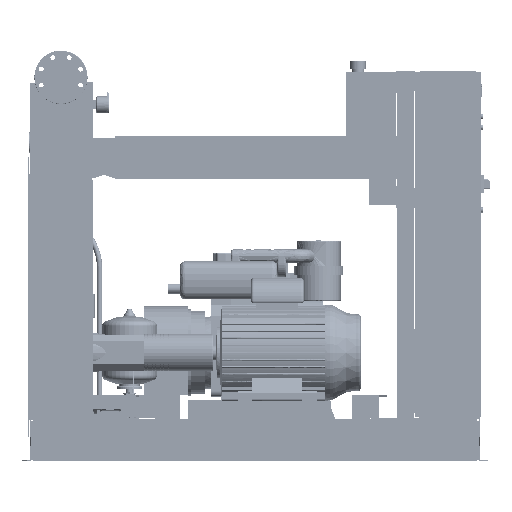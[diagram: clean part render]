
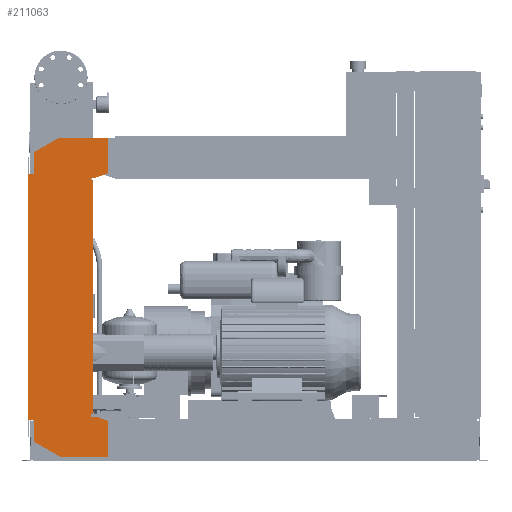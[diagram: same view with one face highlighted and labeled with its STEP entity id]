
A CAD part, front view. The second image highlights one B-rep face of the part: STEP entity #211063.
In plain terms, the highlighted free-form (B-spline) face has degree [1, 1] with [2, 2] control points.
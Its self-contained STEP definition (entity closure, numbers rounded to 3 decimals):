
#210548=CARTESIAN_POINT('',(-102.0,-565.5,1076.0));
#210549=VERTEX_POINT('',#210548);
#210556=CARTESIAN_POINT('',(-102.0,-565.5,1158.574));
#210557=VERTEX_POINT('',#210556);
#210558=CARTESIAN_POINT('',(-102.0,-565.5,1076.0));
#210559=DIRECTION('',(0.0,0.0,1.0));
#210560=VECTOR('',#210559,82.574);
#210561=LINE('',#210558,#210560);
#210562=EDGE_CURVE('',#210549,#210557,#210561,.T.);
#210580=CARTESIAN_POINT('',(-6.,-565.5,1214.0));
#210581=VERTEX_POINT('',#210580);
#210582=CARTESIAN_POINT('',(-102.0,-565.5,1158.574));
#210583=DIRECTION('',(0.866,0.0,0.5));
#210584=VECTOR('',#210583,110.851);
#210585=LINE('',#210582,#210584);
#210586=EDGE_CURVE('',#210557,#210581,#210585,.T.);
#210604=CARTESIAN_POINT('',(177.0,-565.5,1214.0));
#210605=VERTEX_POINT('',#210604);
#210606=CARTESIAN_POINT('',(-6.,-565.5,1214.0));
#210607=DIRECTION('',(1.0,0.0,0.0));
#210608=VECTOR('',#210607,183.0);
#210609=LINE('',#210606,#210608);
#210610=EDGE_CURVE('',#210581,#210605,#210609,.T.);
#210628=CARTESIAN_POINT('',(177.0,-565.5,1080.379));
#210629=VERTEX_POINT('',#210628);
#210630=CARTESIAN_POINT('',(177.0,-565.5,1214.0));
#210631=DIRECTION('',(0.0,0.0,-1.0));
#210632=VECTOR('',#210631,133.621);
#210633=LINE('',#210630,#210632);
#210634=EDGE_CURVE('',#210605,#210629,#210633,.T.);
#210652=CARTESIAN_POINT('',(132.,-565.5,1064.0));
#210653=VERTEX_POINT('',#210652);
#210654=CARTESIAN_POINT('',(177.0,-565.5,1080.379));
#210655=DIRECTION('',(-0.94,0.0,-0.342));
#210656=VECTOR('',#210655,47.888);
#210657=LINE('',#210654,#210656);
#210658=EDGE_CURVE('',#210629,#210653,#210657,.T.);
#210676=CARTESIAN_POINT('',(112.0,-565.5,1064.0));
#210677=VERTEX_POINT('',#210676);
#210678=CARTESIAN_POINT('',(132.,-565.5,1064.0));
#210679=DIRECTION('',(-1.0,0.0,0.0));
#210680=VECTOR('',#210679,20.);
#210681=LINE('',#210678,#210680);
#210682=EDGE_CURVE('',#210653,#210677,#210681,.T.);
#210700=CARTESIAN_POINT('',(112.0,-565.5,1056.0));
#210701=VERTEX_POINT('',#210700);
#210702=CARTESIAN_POINT('',(112.0,-565.5,1064.0));
#210703=DIRECTION('',(0.0,0.0,-1.0));
#210704=VECTOR('',#210703,8.0);
#210705=LINE('',#210702,#210704);
#210706=EDGE_CURVE('',#210677,#210701,#210705,.T.);
#210724=CARTESIAN_POINT('',(120.,-565.5,1056.0));
#210725=VERTEX_POINT('',#210724);
#210726=CARTESIAN_POINT('',(112.0,-565.5,1056.0));
#210727=DIRECTION('',(1.0,0.0,0.0));
#210728=VECTOR('',#210727,8.);
#210729=LINE('',#210726,#210728);
#210730=EDGE_CURVE('',#210701,#210725,#210729,.T.);
#210748=CARTESIAN_POINT('',(120.,-565.5,176.));
#210749=VERTEX_POINT('',#210748);
#210760=CARTESIAN_POINT('',(120.,-565.5,1056.0));
#210761=DIRECTION('',(0.0,0.0,-1.0));
#210762=VECTOR('',#210761,880.);
#210763=LINE('',#210760,#210762);
#210764=EDGE_CURVE('',#210725,#210749,#210763,.T.);
#210778=CARTESIAN_POINT('',(112.,-565.5,176.));
#210779=VERTEX_POINT('',#210778);
#210780=CARTESIAN_POINT('',(120.,-565.5,176.));
#210781=DIRECTION('',(-1.0,0.0,0.0));
#210782=VECTOR('',#210781,8.);
#210783=LINE('',#210780,#210782);
#210784=EDGE_CURVE('',#210749,#210779,#210783,.T.);
#210802=CARTESIAN_POINT('',(112.,-565.5,168.));
#210803=VERTEX_POINT('',#210802);
#210804=CARTESIAN_POINT('',(112.,-565.5,176.));
#210805=DIRECTION('',(0.0,0.0,-1.0));
#210806=VECTOR('',#210805,8.0);
#210807=LINE('',#210804,#210806);
#210808=EDGE_CURVE('',#210779,#210803,#210807,.T.);
#210826=CARTESIAN_POINT('',(132.,-565.5,168.));
#210827=VERTEX_POINT('',#210826);
#210828=CARTESIAN_POINT('',(112.,-565.5,168.));
#210829=DIRECTION('',(1.0,0.0,0.0));
#210830=VECTOR('',#210829,20.0);
#210831=LINE('',#210828,#210830);
#210832=EDGE_CURVE('',#210803,#210827,#210831,.T.);
#210850=CARTESIAN_POINT('',(177.,-565.5,151.621));
#210851=VERTEX_POINT('',#210850);
#210852=CARTESIAN_POINT('',(132.,-565.5,168.));
#210853=DIRECTION('',(0.94,0.0,-0.342));
#210854=VECTOR('',#210853,47.888);
#210855=LINE('',#210852,#210854);
#210856=EDGE_CURVE('',#210827,#210851,#210855,.T.);
#210874=CARTESIAN_POINT('',(177.,-565.5,18.0));
#210875=VERTEX_POINT('',#210874);
#210876=CARTESIAN_POINT('',(177.,-565.5,151.621));
#210877=DIRECTION('',(0.0,0.0,-1.0));
#210878=VECTOR('',#210877,133.621);
#210879=LINE('',#210876,#210878);
#210880=EDGE_CURVE('',#210851,#210875,#210879,.T.);
#210898=CARTESIAN_POINT('',(-4.,-565.5,18.0));
#210899=VERTEX_POINT('',#210898);
#210900=CARTESIAN_POINT('',(177.,-565.5,18.0));
#210901=DIRECTION('',(-1.0,0.0,0.0));
#210902=VECTOR('',#210901,181.);
#210903=LINE('',#210900,#210902);
#210904=EDGE_CURVE('',#210875,#210899,#210903,.T.);
#210922=CARTESIAN_POINT('',(-102.,-565.5,74.58));
#210923=VERTEX_POINT('',#210922);
#210924=CARTESIAN_POINT('',(-4.,-565.5,18.0));
#210925=DIRECTION('',(-0.866,0.0,0.5));
#210926=VECTOR('',#210925,113.161);
#210927=LINE('',#210924,#210926);
#210928=EDGE_CURVE('',#210899,#210923,#210927,.T.);
#210946=CARTESIAN_POINT('',(-102.,-565.5,156.0));
#210947=VERTEX_POINT('',#210946);
#210948=CARTESIAN_POINT('',(-102.,-565.5,74.58));
#210949=DIRECTION('',(0.0,0.0,1.0));
#210950=VECTOR('',#210949,81.42);
#210951=LINE('',#210948,#210950);
#210952=EDGE_CURVE('',#210923,#210947,#210951,.T.);
#210970=CARTESIAN_POINT('',(-122.,-565.5,156.0));
#210971=VERTEX_POINT('',#210970);
#210972=CARTESIAN_POINT('',(-102.,-565.5,156.0));
#210973=DIRECTION('',(-1.0,0.0,0.0));
#210974=VECTOR('',#210973,20.0);
#210975=LINE('',#210972,#210974);
#210976=EDGE_CURVE('',#210947,#210971,#210975,.T.);
#210994=CARTESIAN_POINT('',(-122.0,-565.5,1076.0));
#210995=VERTEX_POINT('',#210994);
#211008=CARTESIAN_POINT('',(-122.,-565.5,156.0));
#211009=DIRECTION('',(0.0,0.0,1.0));
#211010=VECTOR('',#211009,920.0);
#211011=LINE('',#211008,#211010);
#211012=EDGE_CURVE('',#210971,#210995,#211011,.T.);
#211026=CARTESIAN_POINT('',(-122.0,-565.5,1076.0));
#211027=DIRECTION('',(1.0,0.0,0.0));
#211028=VECTOR('',#211027,20.0);
#211029=LINE('',#211026,#211028);
#211030=EDGE_CURVE('',#210995,#210549,#211029,.T.);
#211036=CARTESIAN_POINT('',(-122.,-565.5,18.0));
#211037=CARTESIAN_POINT('',(177.0,-565.5,18.0));
#211038=CARTESIAN_POINT('',(-122.,-565.5,1214.0));
#211039=CARTESIAN_POINT('',(177.0,-565.5,1214.0));
#211040=B_SPLINE_SURFACE_WITH_KNOTS('',1,1,((#211036,#211038),(#211037,#211039)),.UNSPECIFIED.,.F.,.F.,.U.,(2,2),(2,2),(0.0,299.),(0.0,1196.0),.UNSPECIFIED.);
#211041=ORIENTED_EDGE('',*,*,#211030,.F.);
#211042=ORIENTED_EDGE('',*,*,#211012,.F.);
#211043=ORIENTED_EDGE('',*,*,#210976,.F.);
#211044=ORIENTED_EDGE('',*,*,#210952,.F.);
#211045=ORIENTED_EDGE('',*,*,#210928,.F.);
#211046=ORIENTED_EDGE('',*,*,#210904,.F.);
#211047=ORIENTED_EDGE('',*,*,#210880,.F.);
#211048=ORIENTED_EDGE('',*,*,#210856,.F.);
#211049=ORIENTED_EDGE('',*,*,#210832,.F.);
#211050=ORIENTED_EDGE('',*,*,#210808,.F.);
#211051=ORIENTED_EDGE('',*,*,#210784,.F.);
#211052=ORIENTED_EDGE('',*,*,#210764,.F.);
#211053=ORIENTED_EDGE('',*,*,#210730,.F.);
#211054=ORIENTED_EDGE('',*,*,#210706,.F.);
#211055=ORIENTED_EDGE('',*,*,#210682,.F.);
#211056=ORIENTED_EDGE('',*,*,#210658,.F.);
#211057=ORIENTED_EDGE('',*,*,#210634,.F.);
#211058=ORIENTED_EDGE('',*,*,#210610,.F.);
#211059=ORIENTED_EDGE('',*,*,#210586,.F.);
#211060=ORIENTED_EDGE('',*,*,#210562,.F.);
#211061=EDGE_LOOP('',(#211041,#211042,#211043,#211044,#211045,#211046,#211047,#211048,#211049,#211050,#211051,#211052,#211053,#211054,#211055,#211056,#211057,#211058,#211059,#211060));
#211062=FACE_OUTER_BOUND('',#211061,.T.);
#211063=ADVANCED_FACE('',(#211062),#211040,.T.);
